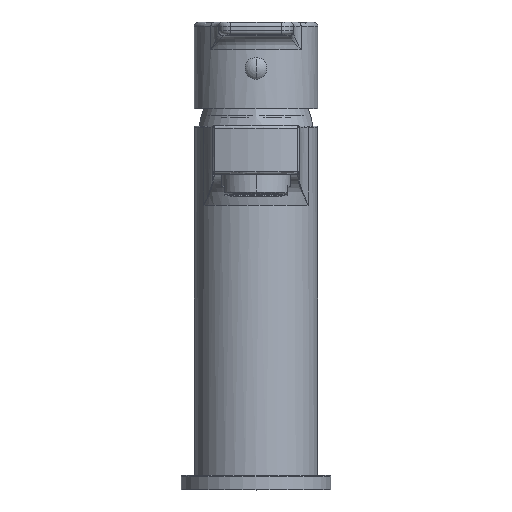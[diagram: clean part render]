
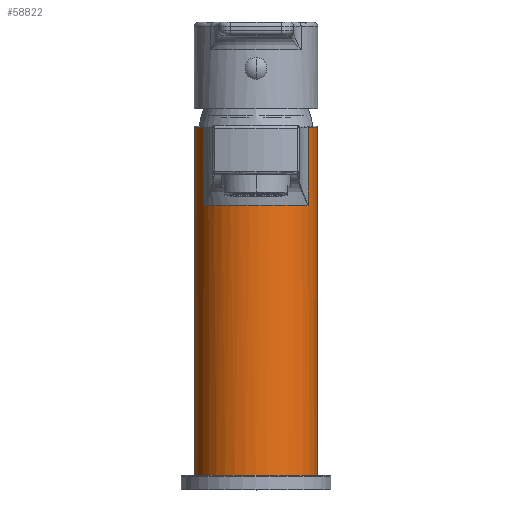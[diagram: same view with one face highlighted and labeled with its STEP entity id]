
A CAD part, top view. The second image highlights one B-rep face of the part: STEP entity #58822.
In plain terms, the highlighted cylindrical face has radius 21.4 mm (diameter 42.8 mm), a partial arc.
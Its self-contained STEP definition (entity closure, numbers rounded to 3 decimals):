
#8917=CARTESIAN_POINT('',(18.131,95.,11.367));
#8937=CARTESIAN_POINT('',(18.131,95.,11.367));
#8938=CARTESIAN_POINT('',(17.992,95.,11.589));
#8939=CARTESIAN_POINT('',(17.705,95.,12.028));
#8940=CARTESIAN_POINT('',(17.251,95.,12.671));
#8941=CARTESIAN_POINT('',(16.774,95.,13.296));
#8942=CARTESIAN_POINT('',(16.274,95.,13.904));
#8943=CARTESIAN_POINT('',(15.752,95.,14.492));
#8944=CARTESIAN_POINT('',(15.209,95.,15.061));
#8945=CARTESIAN_POINT('',(14.645,95.,15.61));
#8946=CARTESIAN_POINT('',(14.062,95.,16.138));
#8947=CARTESIAN_POINT('',(13.459,95.,16.644));
#8948=CARTESIAN_POINT('',(12.839,95.,17.127));
#8949=CARTESIAN_POINT('',(12.2,95.,17.587));
#8950=CARTESIAN_POINT('',(11.546,95.,18.024));
#8951=CARTESIAN_POINT('',(10.876,95.,18.436));
#8952=CARTESIAN_POINT('',(10.191,95.,18.823));
#8953=CARTESIAN_POINT('',(9.492,95.,19.185));
#8954=CARTESIAN_POINT('',(8.781,95.,19.521));
#8955=CARTESIAN_POINT('',(8.058,95.,19.83));
#8956=CARTESIAN_POINT('',(7.323,95.,20.113));
#8957=CARTESIAN_POINT('',(6.579,95.,20.369));
#8958=CARTESIAN_POINT('',(5.826,95.,20.597));
#8959=CARTESIAN_POINT('',(5.066,95.,20.797));
#8960=CARTESIAN_POINT('',(4.298,95.,20.969));
#8961=CARTESIAN_POINT('',(3.524,95.,21.113));
#8962=CARTESIAN_POINT('',(2.746,95.,21.228));
#8963=CARTESIAN_POINT('',(1.964,95.,21.315));
#8964=CARTESIAN_POINT('',(1.18,95.,21.372));
#8965=CARTESIAN_POINT('',(0.393,95.,21.401));
#8966=CARTESIAN_POINT('',(-0.393,95.,21.401));
#8967=CARTESIAN_POINT('',(-1.18,95.,21.372));
#8968=CARTESIAN_POINT('',(-1.964,95.,21.315));
#8969=CARTESIAN_POINT('',(-2.746,95.,21.228));
#8970=CARTESIAN_POINT('',(-3.524,95.,21.113));
#8971=CARTESIAN_POINT('',(-4.298,95.,20.969));
#8972=CARTESIAN_POINT('',(-5.065,95.,20.797));
#8973=CARTESIAN_POINT('',(-5.826,95.,20.597));
#8974=CARTESIAN_POINT('',(-6.579,95.,20.369));
#8975=CARTESIAN_POINT('',(-7.323,95.,20.113));
#8976=CARTESIAN_POINT('',(-8.058,95.,19.83));
#8977=CARTESIAN_POINT('',(-8.781,95.,19.521));
#8978=CARTESIAN_POINT('',(-9.492,95.,19.185));
#8979=CARTESIAN_POINT('',(-10.191,95.,18.823));
#8980=CARTESIAN_POINT('',(-10.876,95.,18.436));
#8981=CARTESIAN_POINT('',(-11.546,95.,18.024));
#8982=CARTESIAN_POINT('',(-12.2,95.,17.587));
#8983=CARTESIAN_POINT('',(-12.838,95.,17.127));
#8984=CARTESIAN_POINT('',(-13.459,95.,16.644));
#8985=CARTESIAN_POINT('',(-14.062,95.,16.138));
#8986=CARTESIAN_POINT('',(-14.645,95.,15.61));
#8987=CARTESIAN_POINT('',(-15.209,95.,15.062));
#8988=CARTESIAN_POINT('',(-15.752,95.,14.492));
#8989=CARTESIAN_POINT('',(-16.274,95.,13.904));
#8990=CARTESIAN_POINT('',(-16.774,95.,13.296));
#8991=CARTESIAN_POINT('',(-17.251,95.,12.671));
#8992=CARTESIAN_POINT('',(-17.705,95.,12.028));
#8993=CARTESIAN_POINT('',(-17.992,95.,11.589));
#8994=CARTESIAN_POINT('',(-18.131,95.,11.367));
#9020=CARTESIAN_POINT('',(-18.131,95.,11.367));
#9022=DIRECTION('',(0.,1.,0.));
#9023=VECTOR('',#9022,27.);
#9024=CARTESIAN_POINT('',(-18.131,95.,11.367));
#9025=LINE('',#9024,#9023);
#9031=CARTESIAN_POINT('',(0.,1.,0.));
#9032=DIRECTION('',(0.,1.,0.));
#9033=DIRECTION('',(-1.,0.,0.));
#9034=AXIS2_PLACEMENT_3D('',#9031,#9032,#9033);
#9036=DIRECTION('',(0.,1.,0.));
#9037=VECTOR('',#9036,121.);
#9038=CARTESIAN_POINT('',(-21.4,1.,0.));
#9039=LINE('',#9038,#9037);
#9040=CARTESIAN_POINT('',(0.,122.,0.));
#9041=DIRECTION('',(0.,1.,0.));
#9042=DIRECTION('',(-1.,0.,0.));
#9043=AXIS2_PLACEMENT_3D('',#9040,#9041,#9042);
#9045=CARTESIAN_POINT('',(0.,122.,0.));
#9046=DIRECTION('',(0.,1.,0.));
#9047=DIRECTION('',(0.847,0.,0.531));
#9048=AXIS2_PLACEMENT_3D('',#9045,#9046,#9047);
#12748=DIRECTION('',(0.,1.,0.));
#12749=VECTOR('',#12748,121.);
#12750=CARTESIAN_POINT('',(21.4,1.,0.));
#12751=LINE('',#12750,#12749);
#13358=DIRECTION('',(0.,-1.,0.));
#13359=VECTOR('',#13358,27.);
#13360=CARTESIAN_POINT('',(18.131,122.,11.367));
#13361=LINE('',#13360,#13359);
#42930=VERTEX_POINT('',#9020);
#42938=VERTEX_POINT('',#8917);
#42959=CARTESIAN_POINT('',(18.131,122.,11.367));
#42960=VERTEX_POINT('',#42959);
#42969=CARTESIAN_POINT('',(-18.131,122.,11.367));
#42970=VERTEX_POINT('',#42969);
#42979=CARTESIAN_POINT('',(-21.4,122.,0.));
#42980=VERTEX_POINT('',#42979);
#42981=CARTESIAN_POINT('',(21.4,122.,0.));
#42982=VERTEX_POINT('',#42981);
#52468=CARTESIAN_POINT('',(21.4,1.,0.));
#52469=CARTESIAN_POINT('',(-21.4,1.,0.));
#52470=VERTEX_POINT('',#52468);
#52471=VERTEX_POINT('',#52469);
#58801=CARTESIAN_POINT('',(0.,0.,0.));
#58802=DIRECTION('',(0.,1.,0.));
#58803=DIRECTION('',(1.,0.,0.));
#58804=AXIS2_PLACEMENT_3D('',#58801,#58802,#58803);
#58805=CYLINDRICAL_SURFACE('',#58804,21.4);
#58807=ORIENTED_EDGE('',*,*,#58806,.F.);
#58809=ORIENTED_EDGE('',*,*,#58808,.T.);
#58811=ORIENTED_EDGE('',*,*,#58810,.T.);
#58812=ORIENTED_EDGE('',*,*,#58785,.F.);
#58813=ORIENTED_EDGE('',*,*,#58688,.F.);
#58815=ORIENTED_EDGE('',*,*,#58814,.F.);
#58817=ORIENTED_EDGE('',*,*,#58816,.T.);
#58819=ORIENTED_EDGE('',*,*,#58818,.F.);
#58820=EDGE_LOOP('',(#58807,#58809,#58811,#58812,#58813,#58815,#58817,#58819));
#58821=FACE_OUTER_BOUND('',#58820,.F.);
#58822=ADVANCED_FACE('',(#58821),#58805,.T.);
#8995=B_SPLINE_CURVE_WITH_KNOTS('',3,(#8937,#8938,#8939,#8940,#8941,#8942,#8943,
#8944,#8945,#8946,#8947,#8948,#8949,#8950,#8951,#8952,#8953,#8954,#8955,#8956,
#8957,#8958,#8959,#8960,#8961,#8962,#8963,#8964,#8965,#8966,#8967,#8968,#8969,
#8970,#8971,#8972,#8973,#8974,#8975,#8976,#8977,#8978,#8979,#8980,#8981,#8982,
#8983,#8984,#8985,#8986,#8987,#8988,#8989,#8990,#8991,#8992,#8993,#8994),
.UNSPECIFIED.,.F.,.F.,(4,1,1,1,1,1,1,1,1,1,1,1,1,1,1,1,1,1,1,1,1,1,1,1,1,1,1,1,
1,1,1,1,1,1,1,1,1,1,1,1,1,1,1,1,1,1,1,1,1,1,1,1,1,1,1,4),(0.,
0.018,0.036,0.055,0.073,
0.091,0.109,0.127,0.145,
0.164,0.182,0.2,0.218,0.236,
0.255,0.273,0.291,0.309,
0.327,0.345,0.364,0.382,0.4,
0.418,0.436,0.455,0.473,
0.491,0.509,0.527,0.545,
0.564,0.582,0.6,0.618,0.636,
0.655,0.673,0.691,0.709,
0.727,0.745,0.764,0.782,0.8,
0.818,0.836,0.855,0.873,
0.891,0.909,0.927,0.945,
0.964,0.982,1.),.UNSPECIFIED.);
#9035=CIRCLE('',#9034,21.4);
#9044=CIRCLE('',#9043,21.4);
#9049=CIRCLE('',#9048,21.4);
#58688=EDGE_CURVE('',#42938,#42930,#8995,.T.);
#58785=EDGE_CURVE('',#42930,#42970,#9025,.T.);
#58806=EDGE_CURVE('',#52471,#52470,#9035,.T.);
#58808=EDGE_CURVE('',#52471,#42980,#9039,.T.);
#58810=EDGE_CURVE('',#42980,#42970,#9044,.T.);
#58814=EDGE_CURVE('',#42960,#42938,#13361,.T.);
#58816=EDGE_CURVE('',#42960,#42982,#9049,.T.);
#58818=EDGE_CURVE('',#52470,#42982,#12751,.T.);
